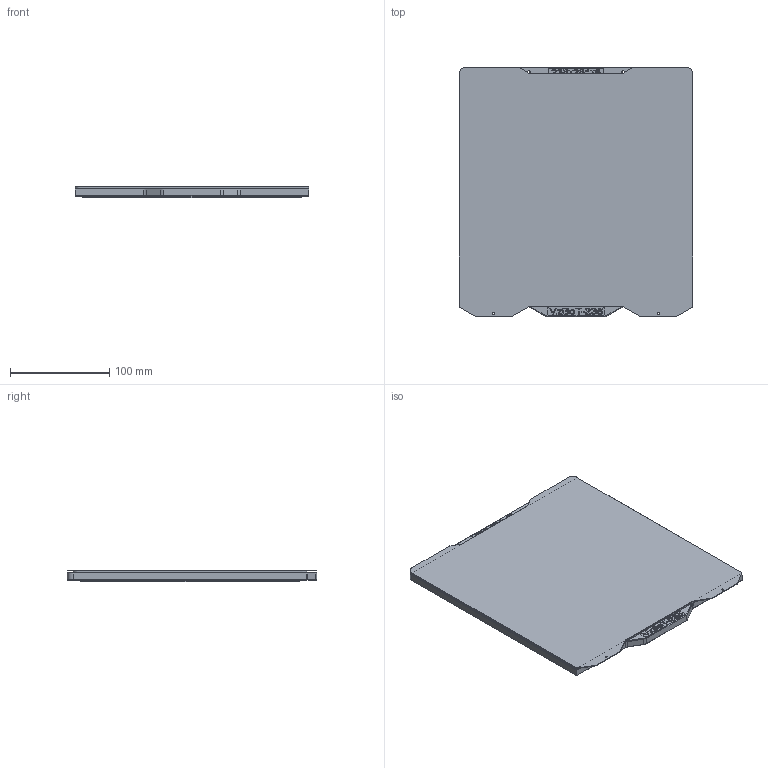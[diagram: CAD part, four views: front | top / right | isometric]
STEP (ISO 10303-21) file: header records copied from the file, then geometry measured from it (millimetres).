
FILE_DESCRIPTION(('HOOPS Exchange Step'),'2;1');
FILE_NAME('temp_export','2025-10-30T20:18:57+19:00',('DentedAF'),('Shapr3D Limited'),'HOOPS Exchange 2025.5','Shapr3D','Authorized');
FILE_SCHEMA( ('AP242_MANAGED_MODEL_BASED_3D_ENGINEERING_MIM_LF {1 0 10303 442 1 1 4}') );
Length unit declared in the file: millimetre
Products named in the file (8): Heater; Magnet; bed (1):1; pei sheet:1; Custom Bed assembly:1; Z group (1):1; VZ_235_Official_release_V2.4.step; root
Assembly tree (7 placements, depth 5):
  root
    VZ_235_Official_release_V2.4.step
      Z group (1):1
        Custom Bed assembly:1
          Heater
          Magnet
          bed (1):1
          pei sheet:1
Bounding box: 235 x 251 x 11.8 mm (x, y, z)
Volume: 655286.1 mm3; surface area: 445899.8 mm2
Topology: 4 solids, 4 shells, 370 faces, 993 edges, 656 vertices
Faces by surface type: plane 196, bspline 108, cylinder 46, cone 20
Full cylindrical faces by diameter (mm): 2 x2, 2.5 x4, 3.1 x4, 15 x4
Entity records: 13934 total; most frequent: CARTESIAN_POINT 5011, ORIENTED_EDGE 1986, DIRECTION 1463, EDGE_CURVE 993, VERTEX_POINT 656, VECTOR 647, LINE 647, EDGE_LOOP 423
